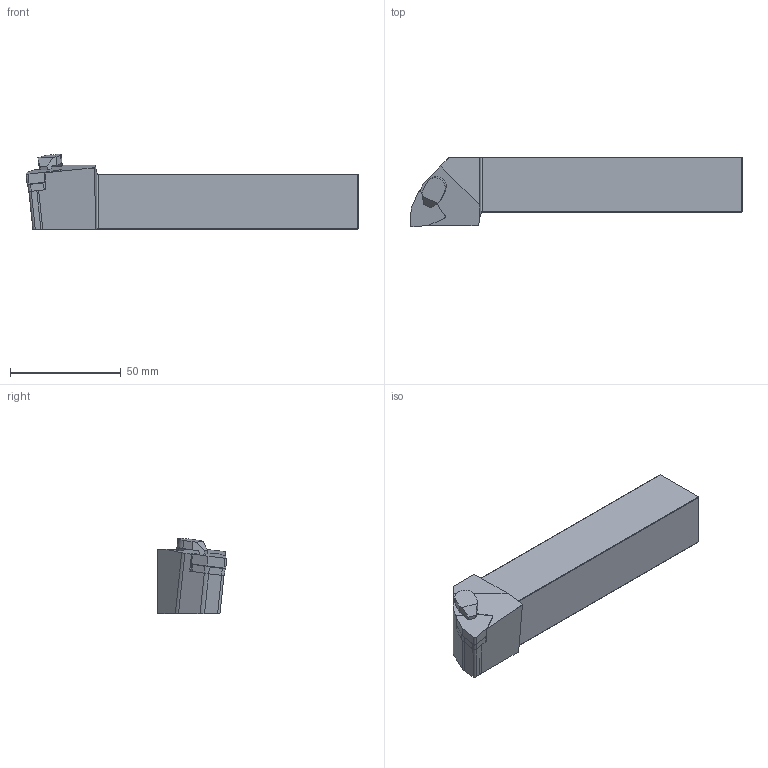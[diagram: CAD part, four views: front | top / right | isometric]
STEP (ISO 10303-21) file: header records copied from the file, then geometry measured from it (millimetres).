
FILE_DESCRIPTION(/* description */ (''),/* implementation_level */ '2;1');
FILE_NAME(/* name */ 'PWLNR-2525-M08C.stp',/* time_stamp */ '2023-10-03T14:23:00+03:00',/* author */ (''),/* organization */ (''),/* preprocessor_version */ 'ST-DEVELOPER v19.4',/* originating_system */ 'SIEMENS PLM Software NX2306.3001',/* authorisation */ '');
FILE_SCHEMA (('AUTOMOTIVE_DESIGN { 1 0 10303 214 3 1 1 1 }'));
Length unit declared in the file: millimetre
Products named in the file (1): PWLNR-2525-M08C
Bounding box: 150 x 31.5 x 33.97 mm (x, y, z)
Volume: 94861.7 mm3; surface area: 17125.8 mm2
Topology: 2 solids, 2 shells, 83 faces, 212 edges, 134 vertices
Faces by surface type: plane 61, cylinder 19, cone 2, bspline 1
Entity records: 2606 total; most frequent: CARTESIAN_POINT 473, ORIENTED_EDGE 424, DIRECTION 413, EDGE_CURVE 212, LINE 165, VECTOR 165, VERTEX_POINT 134, AXIS2_PLACEMENT_3D 124
